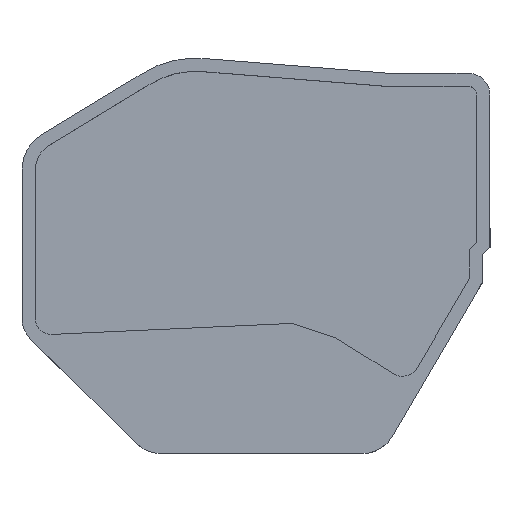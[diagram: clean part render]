
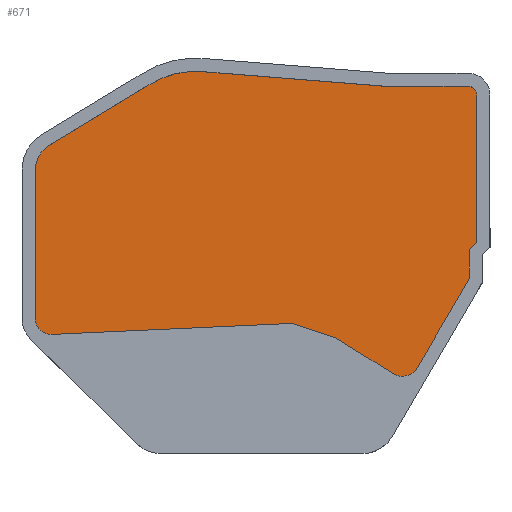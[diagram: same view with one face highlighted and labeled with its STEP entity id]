
A CAD part, top view. The second image highlights one B-rep face of the part: STEP entity #671.
In plain terms, the highlighted planar face has unit normal (0, 0, 1).
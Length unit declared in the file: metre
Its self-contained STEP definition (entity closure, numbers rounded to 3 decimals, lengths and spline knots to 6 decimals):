
#33=PLANE('',#741);
#82=LINE('',#1065,#156);
#84=LINE('',#1069,#158);
#86=LINE('',#1073,#160);
#89=LINE('',#1081,#163);
#91=LINE('',#1085,#165);
#94=LINE('',#1093,#168);
#97=LINE('',#1101,#171);
#100=LINE('',#1109,#174);
#102=LINE('',#1113,#176);
#104=LINE('',#1117,#178);
#106=LINE('',#1123,#180);
#156=VECTOR('',#858,1.);
#158=VECTOR('',#862,1.);
#160=VECTOR('',#866,1.);
#163=VECTOR('',#875,1.);
#165=VECTOR('',#879,1.);
#168=VECTOR('',#888,1.);
#171=VECTOR('',#897,1.);
#174=VECTOR('',#906,1.);
#176=VECTOR('',#910,1.);
#178=VECTOR('',#914,1.);
#180=VECTOR('',#922,1.);
#344=ORIENTED_EDGE('',*,*,#468,.F.);
#345=ORIENTED_EDGE('',*,*,#439,.F.);
#346=ORIENTED_EDGE('',*,*,#441,.T.);
#347=ORIENTED_EDGE('',*,*,#443,.T.);
#348=ORIENTED_EDGE('',*,*,#445,.T.);
#349=ORIENTED_EDGE('',*,*,#447,.F.);
#350=ORIENTED_EDGE('',*,*,#449,.F.);
#351=ORIENTED_EDGE('',*,*,#451,.T.);
#352=ORIENTED_EDGE('',*,*,#453,.F.);
#353=ORIENTED_EDGE('',*,*,#455,.T.);
#354=ORIENTED_EDGE('',*,*,#457,.F.);
#355=ORIENTED_EDGE('',*,*,#459,.T.);
#356=ORIENTED_EDGE('',*,*,#461,.F.);
#357=ORIENTED_EDGE('',*,*,#463,.F.);
#358=ORIENTED_EDGE('',*,*,#465,.F.);
#359=ORIENTED_EDGE('',*,*,#467,.T.);
#439=EDGE_CURVE('',#521,#520,#82,.F.);
#441=EDGE_CURVE('',#521,#522,#84,.T.);
#443=EDGE_CURVE('',#522,#523,#86,.T.);
#445=EDGE_CURVE('',#523,#524,#553,.T.);
#447=EDGE_CURVE('',#525,#524,#89,.F.);
#449=EDGE_CURVE('',#526,#525,#91,.F.);
#451=EDGE_CURVE('',#526,#527,#554,.T.);
#453=EDGE_CURVE('',#528,#527,#94,.F.);
#455=EDGE_CURVE('',#528,#529,#555,.T.);
#457=EDGE_CURVE('',#530,#529,#97,.F.);
#459=EDGE_CURVE('',#530,#531,#556,.T.);
#461=EDGE_CURVE('',#532,#531,#100,.F.);
#463=EDGE_CURVE('',#533,#532,#102,.F.);
#465=EDGE_CURVE('',#534,#533,#104,.F.);
#467=EDGE_CURVE('',#534,#535,#557,.T.);
#468=EDGE_CURVE('',#520,#535,#106,.F.);
#520=VERTEX_POINT('',#1062);
#521=VERTEX_POINT('',#1064);
#522=VERTEX_POINT('',#1068);
#523=VERTEX_POINT('',#1072);
#524=VERTEX_POINT('',#1076);
#525=VERTEX_POINT('',#1080);
#526=VERTEX_POINT('',#1084);
#527=VERTEX_POINT('',#1088);
#528=VERTEX_POINT('',#1092);
#529=VERTEX_POINT('',#1096);
#530=VERTEX_POINT('',#1100);
#531=VERTEX_POINT('',#1104);
#532=VERTEX_POINT('',#1108);
#533=VERTEX_POINT('',#1112);
#534=VERTEX_POINT('',#1116);
#535=VERTEX_POINT('',#1120);
#553=CIRCLE('',#724,0.003022);
#554=CIRCLE('',#728,0.029924);
#555=CIRCLE('',#731,0.010008);
#556=CIRCLE('',#734,0.005588);
#557=CIRCLE('',#739,0.006188);
#589=EDGE_LOOP('',(#344,#345,#346,#347,#348,#349,#350,#351,#352,#353,#354,
#355,#356,#357,#358,#359));
#625=FACE_BOUND('',#589,.T.);
#671=ADVANCED_FACE('',(#625),#33,.T.);
#724=AXIS2_PLACEMENT_3D('',#1077,#870,#871);
#728=AXIS2_PLACEMENT_3D('',#1089,#883,#884);
#731=AXIS2_PLACEMENT_3D('',#1097,#892,#893);
#734=AXIS2_PLACEMENT_3D('',#1105,#901,#902);
#739=AXIS2_PLACEMENT_3D('',#1121,#918,#919);
#741=AXIS2_PLACEMENT_3D('',#1124,#923,#924);
#858=DIRECTION('',(0.002,1.,0.));
#862=DIRECTION('',(0.707,0.707,0.));
#866=DIRECTION('',(0.,1.,0.));
#870=DIRECTION('',(0.,0.,1.));
#871=DIRECTION('',(1.,0.,0.));
#875=DIRECTION('',(-1.,0.,0.));
#879=DIRECTION('',(-0.997,0.08,0.));
#883=DIRECTION('',(0.,0.,1.));
#884=DIRECTION('',(1.,0.,0.));
#888=DIRECTION('',(-0.855,-0.519,0.));
#892=DIRECTION('',(0.,0.,1.));
#893=DIRECTION('',(1.,0.,0.));
#897=DIRECTION('',(0.,-1.,0.));
#901=DIRECTION('',(0.,0.,1.));
#902=DIRECTION('',(1.,0.,0.));
#906=DIRECTION('',(0.999,0.046,0.));
#910=DIRECTION('',(0.949,-0.316,0.));
#914=DIRECTION('',(0.848,-0.53,0.));
#918=DIRECTION('',(0.,0.,1.));
#919=DIRECTION('',(1.,0.,0.));
#922=DIRECTION('',(0.504,0.864,0.));
#923=DIRECTION('',(0.,0.,1.));
#924=DIRECTION('',(1.,0.,0.));
#1062=CARTESIAN_POINT('',(-0.004341,-0.019403,-0.014478));
#1064=CARTESIAN_POINT('',(-0.004322,-0.009331,-0.014478));
#1065=CARTESIAN_POINT('',(-0.004334,-0.015927,-0.014478));
#1068=CARTESIAN_POINT('',(-0.001778,-0.006787,-0.014478));
#1069=CARTESIAN_POINT('',(-0.042533,-0.047536,-0.014478));
#1072=CARTESIAN_POINT('',(-0.001778,0.044249,-0.014478));
#1073=CARTESIAN_POINT('',(-0.001778,-0.011578,-0.014478));
#1076=CARTESIAN_POINT('',(-0.0048,0.047271,-0.014478));
#1077=CARTESIAN_POINT('',(-0.0048,0.044249,-0.014478));
#1080=CARTESIAN_POINT('',(-0.032746,0.047271,-0.014478));
#1081=CARTESIAN_POINT('',(-0.018695,0.047271,-0.014478));
#1084=CARTESIAN_POINT('',(-0.096218,0.052349,-0.014478));
#1085=CARTESIAN_POINT('',(-0.064539,0.049815,-0.014478));
#1088=CARTESIAN_POINT('',(-0.115658,0.047803,-0.014478));
#1089=CARTESIAN_POINT('',(-0.099515,0.022607,-0.014478));
#1092=CARTESIAN_POINT('',(-0.150861,0.026445,-0.014478));
#1093=CARTESIAN_POINT('',(-0.133334,0.037079,-0.014478));
#1096=CARTESIAN_POINT('',(-0.155194,0.018193,-0.014478));
#1097=CARTESIAN_POINT('',(-0.145186,0.018202,-0.014478));
#1100=CARTESIAN_POINT('',(-0.155194,-0.033276,-0.014478));
#1101=CARTESIAN_POINT('',(-0.155194,-0.007544,-0.014478));
#1104=CARTESIAN_POINT('',(-0.149594,-0.038864,-0.014478));
#1105=CARTESIAN_POINT('',(-0.149606,-0.033276,-0.014478));
#1108=CARTESIAN_POINT('',(-0.065845,-0.035028,-0.014478));
#1109=CARTESIAN_POINT('',(-0.108186,-0.036967,-0.014478));
#1112=CARTESIAN_POINT('',(-0.050788,-0.040047,-0.014478));
#1113=CARTESIAN_POINT('',(-0.058171,-0.037586,-0.014478));
#1116=CARTESIAN_POINT('',(-0.030497,-0.052728,-0.014478));
#1117=CARTESIAN_POINT('',(-0.040335,-0.046579,-0.014478));
#1120=CARTESIAN_POINT('',(-0.022567,-0.050647,-0.014478));
#1121=CARTESIAN_POINT('',(-0.027709,-0.047205,-0.014478));
#1123=CARTESIAN_POINT('',(-0.01292,-0.03411,-0.014478));
#1124=CARTESIAN_POINT('',(-0.078486,-0.011578,-0.014478));
